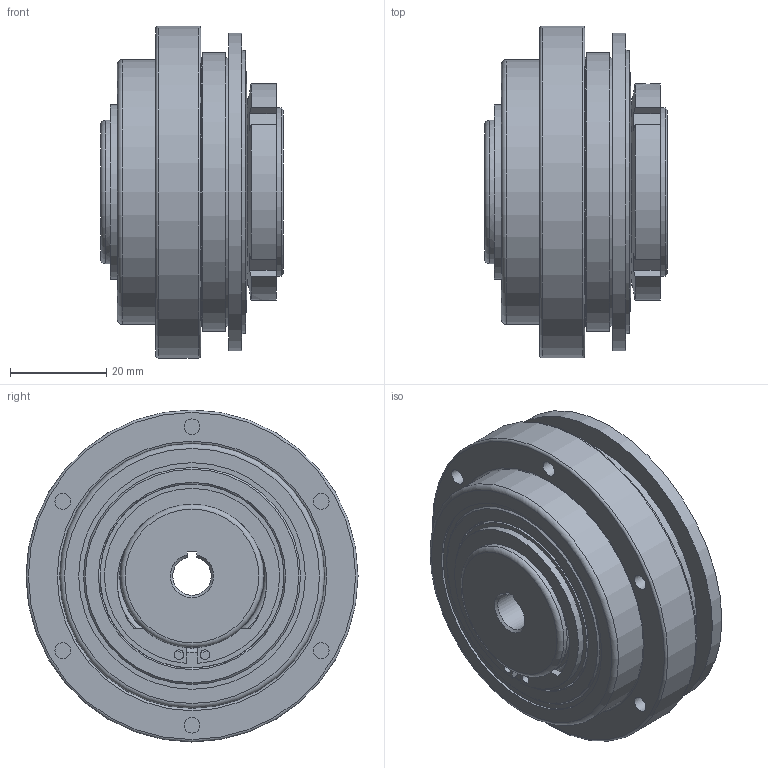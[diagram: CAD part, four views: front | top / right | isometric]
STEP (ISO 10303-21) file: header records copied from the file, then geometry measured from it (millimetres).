
FILE_DESCRIPTION( ( 'Unknown' ), '1' );
FILE_NAME( 'SKW 15.stp', 'Unknown', ( 'Unknown' ), ( 'Unknown' ), 'PSStep 10.1', 'Unknown', ' ' );
FILE_SCHEMA( ( 'AUTOMOTIVE_DESIGN { 1 0 10303 214 1 1 1 1 }' ) );
Length unit declared in the file: millimetre
Products named in the file (1): 27920751
Bounding box: 38 x 69 x 69 mm (x, y, z)
Volume: 83393.3 mm3; surface area: 29430.9 mm2
Topology: 1 solids, 2 shells, 166 faces, 512 edges, 337 vertices
Faces by surface type: plane 63, cylinder 40, torus 37, cone 14, sphere 12
Full cylindrical faces by diameter (mm): 2 x2, 3.3 x8, 28.6 x1, 29.8 x1, 30 x2, 35 x2, 35.2 x1, 36 x1, 38.2 x2, 38.893 x1, 39.293 x1, 47.1 x3, 55 x2, 55.8 x2, 58 x1, 66 x1, 69 x1
Entity records: 7490 total; most frequent: CARTESIAN_POINT 2230, DIRECTION 788, ORIENTED_EDGE 764, EDGE_CURVE 382, AXIS2_PLACEMENT_3D 350, VERTEX_POINT 276, EDGE_LOOP 272, FACE_OUTER_BOUND 199
